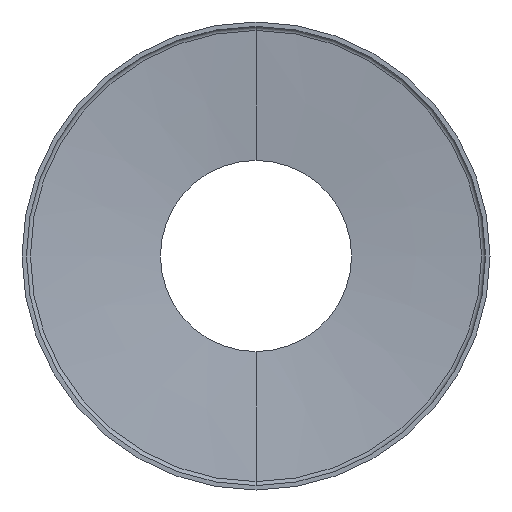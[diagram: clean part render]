
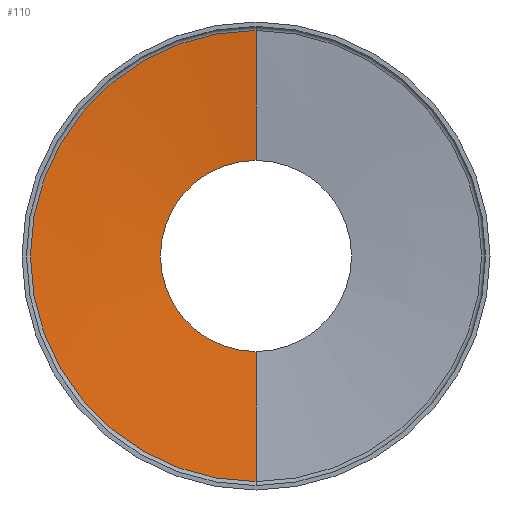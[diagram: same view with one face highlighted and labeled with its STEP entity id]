
A CAD part, front view. The second image highlights one B-rep face of the part: STEP entity #110.
In plain terms, the highlighted conical face has half-angle 84.145 degrees and reference radius 50.602 mm.
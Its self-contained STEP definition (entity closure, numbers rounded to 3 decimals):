
#10 = CARTESIAN_POINT ( 'NONE',  ( 0., 21.005, 50.602 ) ) ;
#14 = ORIENTED_EDGE ( 'NONE', *, *, #255, .F. ) ;
#17 = CARTESIAN_POINT ( 'NONE',  ( 0., 21.005, -50.602 ) ) ;
#21 = CONICAL_SURFACE ( 'NONE', #398, 50.602, 1.469 ) ;
#26 = CARTESIAN_POINT ( 'NONE',  ( 0., 21.005, 50.602 ) ) ;
#31 = DIRECTION ( 'NONE',  ( 0., -1., 0. ) ) ;
#35 = AXIS2_PLACEMENT_3D ( 'NONE', #70, #465, #323 ) ;
#59 = CARTESIAN_POINT ( 'NONE',  ( 0., 23.995, -21.45 ) ) ;
#70 = CARTESIAN_POINT ( 'NONE',  ( 0., 23.995, 0. ) ) ;
#100 = DIRECTION ( 'NONE',  ( 0., 0., -1. ) ) ;
#110 = ADVANCED_FACE ( 'NONE', ( #269 ), #21, .F. ) ;
#147 = VERTEX_POINT ( 'NONE', #17 ) ;
#152 = VERTEX_POINT ( 'NONE', #454 ) ;
#168 = LINE ( 'NONE', #185, #431 ) ;
#181 = DIRECTION ( 'NONE',  ( 0., 0., -1. ) ) ;
#185 = CARTESIAN_POINT ( 'NONE',  ( 0., 21.005, -50.602 ) ) ;
#200 = VERTEX_POINT ( 'NONE', #59 ) ;
#201 = VECTOR ( 'NONE', #309, 1000. ) ;
#204 = CIRCLE ( 'NONE', #35, 21.45 ) ;
#205 = ORIENTED_EDGE ( 'NONE', *, *, #424, .T. ) ;
#236 = VERTEX_POINT ( 'NONE', #26 ) ;
#253 = ORIENTED_EDGE ( 'NONE', *, *, #262, .T. ) ;
#255 = EDGE_CURVE ( 'NONE', #152, #200, #204, .T. ) ;
#262 = EDGE_CURVE ( 'NONE', #236, #147, #388, .T. ) ;
#264 = EDGE_LOOP ( 'NONE', ( #14, #205, #253, #313 ) ) ;
#269 = FACE_OUTER_BOUND ( 'NONE', #264, .T. ) ;
#281 = CARTESIAN_POINT ( 'NONE',  ( 0., 21.005, 0. ) ) ;
#289 = CARTESIAN_POINT ( 'NONE',  ( 0., 21.005, 0. ) ) ;
#297 = DIRECTION ( 'NONE',  ( 0., -0.102, -0.995 ) ) ;
#309 = DIRECTION ( 'NONE',  ( 0., -0.102, 0.995 ) ) ;
#313 = ORIENTED_EDGE ( 'NONE', *, *, #347, .F. ) ;
#314 = AXIS2_PLACEMENT_3D ( 'NONE', #289, #31, #181 ) ;
#316 = DIRECTION ( 'NONE',  ( 0., -1., 0. ) ) ;
#323 = DIRECTION ( 'NONE',  ( 0., 0., -1. ) ) ;
#347 = EDGE_CURVE ( 'NONE', #200, #147, #168, .T. ) ;
#388 = CIRCLE ( 'NONE', #314, 50.602 ) ;
#398 = AXIS2_PLACEMENT_3D ( 'NONE', #281, #316, #100 ) ;
#424 = EDGE_CURVE ( 'NONE', #152, #236, #446, .T. ) ;
#431 = VECTOR ( 'NONE', #297, 1000. ) ;
#446 = LINE ( 'NONE', #10, #201 ) ;
#454 = CARTESIAN_POINT ( 'NONE',  ( 0., 23.995, 21.45 ) ) ;
#465 = DIRECTION ( 'NONE',  ( 0., -1., 0. ) ) ;
